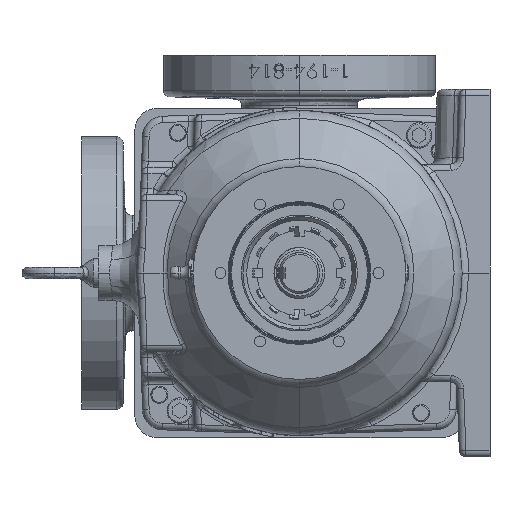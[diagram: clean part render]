
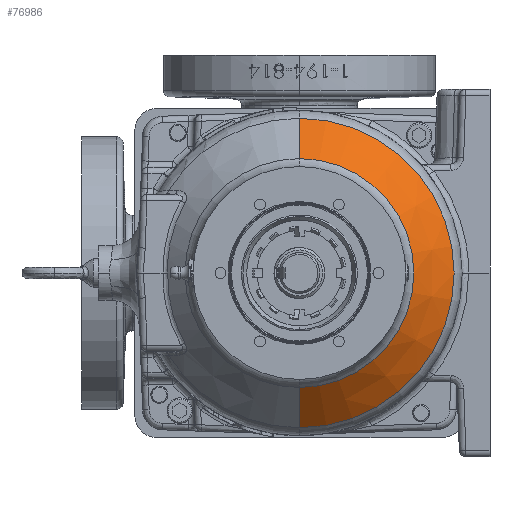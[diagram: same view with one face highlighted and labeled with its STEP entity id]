
A CAD part, left-side view. The second image highlights one B-rep face of the part: STEP entity #76986.
In plain terms, the highlighted conical face has half-angle 45 degrees and reference radius 49.67 mm.
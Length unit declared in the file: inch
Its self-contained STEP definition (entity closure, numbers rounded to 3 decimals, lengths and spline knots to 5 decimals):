
#44 = CARTESIAN_POINT ( 'NONE',  ( -5.87072, 0., -2.10195 ) ) ;
#24255 = AXIS2_PLACEMENT_3D ( 'NONE', #40391, #123056, #52207 ) ;
#30303 = VECTOR ( 'NONE', #131239, 39.37008 ) ;
#31388 = VERTEX_POINT ( 'NONE', #44 ) ;
#32860 = DIRECTION ( 'NONE',  ( 0.707, 0., 0.707 ) ) ;
#40391 = CARTESIAN_POINT ( 'NONE',  ( -5.13119, 0., 0. ) ) ;
#47995 = CONICAL_SURFACE ( 'NONE', #115531, 1.9555, 0.785 ) ;
#48540 = CARTESIAN_POINT ( 'NONE',  ( -6.01717, 0., -1.9555 ) ) ;
#52207 = DIRECTION ( 'NONE',  ( 0., 0., 1. ) ) ;
#54384 = DIRECTION ( 'NONE',  ( 1., 0., 0. ) ) ;
#59810 = AXIS2_PLACEMENT_3D ( 'NONE', #125217, #54384, #137120 ) ;
#70845 = EDGE_CURVE ( 'NONE', #144783, #140058, #76393, .T. ) ;
#76393 = LINE ( 'NONE', #103615, #104037 ) ;
#76986 = ADVANCED_FACE ( 'NONE', ( #114537 ), #47995, .T. ) ;
#79199 = CARTESIAN_POINT ( 'NONE',  ( -5.87072, 0., 2.10195 ) ) ;
#87949 = ORIENTED_EDGE ( 'NONE', *, *, #70845, .F. ) ;
#94580 = ORIENTED_EDGE ( 'NONE', *, *, #136572, .T. ) ;
#99628 = EDGE_CURVE ( 'NONE', #31388, #113004, #152353, .T. ) ;
#101332 = CARTESIAN_POINT ( 'NONE',  ( -6.01717, 0., 0. ) ) ;
#103362 = CARTESIAN_POINT ( 'NONE',  ( -5.13119, 0., -2.84148 ) ) ;
#103615 = CARTESIAN_POINT ( 'NONE',  ( -6.01717, 0., 1.9555 ) ) ;
#104037 = VECTOR ( 'NONE', #32860, 39.37008 ) ;
#113004 = VERTEX_POINT ( 'NONE', #103362 ) ;
#114174 = DIRECTION ( 'NONE',  ( 1., 0., 0. ) ) ;
#114286 = EDGE_LOOP ( 'NONE', ( #87949, #94580, #151353, #139932 ) ) ;
#114537 = FACE_OUTER_BOUND ( 'NONE', #114286, .T. ) ;
#115531 = AXIS2_PLACEMENT_3D ( 'NONE', #101332, #114174, #149447 ) ;
#121179 = CIRCLE ( 'NONE', #59810, 2.10195 ) ;
#123056 = DIRECTION ( 'NONE',  ( -1., 0., 0. ) ) ;
#125217 = CARTESIAN_POINT ( 'NONE',  ( -5.87072, 0., 0. ) ) ;
#131239 = DIRECTION ( 'NONE',  ( 0.707, 0., -0.707 ) ) ;
#136572 = EDGE_CURVE ( 'NONE', #144783, #31388, #121179, .T. ) ;
#137120 = DIRECTION ( 'NONE',  ( 0., 0., -1. ) ) ;
#137673 = EDGE_CURVE ( 'NONE', #113004, #140058, #139617, .T. ) ;
#139617 = CIRCLE ( 'NONE', #24255, 2.84148 ) ;
#139932 = ORIENTED_EDGE ( 'NONE', *, *, #137673, .T. ) ;
#140058 = VERTEX_POINT ( 'NONE', #148554 ) ;
#144783 = VERTEX_POINT ( 'NONE', #79199 ) ;
#148554 = CARTESIAN_POINT ( 'NONE',  ( -5.13119, 0., 2.84148 ) ) ;
#149447 = DIRECTION ( 'NONE',  ( 0., 0., -1. ) ) ;
#151353 = ORIENTED_EDGE ( 'NONE', *, *, #99628, .T. ) ;
#152353 = LINE ( 'NONE', #48540, #30303 ) ;
